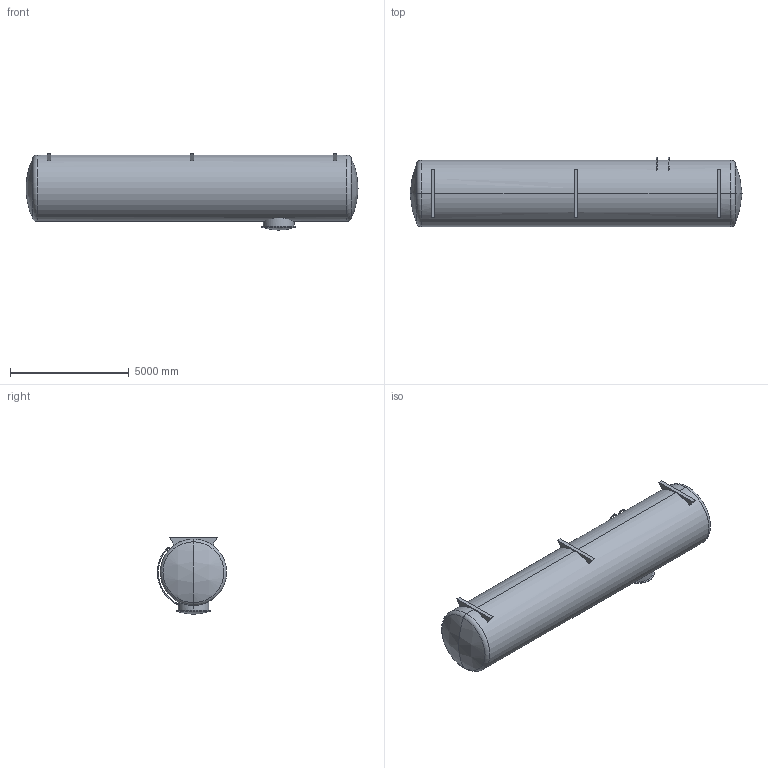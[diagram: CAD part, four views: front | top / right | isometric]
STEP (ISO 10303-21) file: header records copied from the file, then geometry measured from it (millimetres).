
FILE_DESCRIPTION (( 'STEP AP214' ), '1' );
FILE_NAME ('TankWagon_cargo_MoreDetailed.STEP', '2024-03-19T14:03:15', ( '' ), ( '' ), 'SwSTEP 2.0', 'SolidWorks 2022', '' );
FILE_SCHEMA (( 'AUTOMOTIVE_DESIGN' ));
Length unit declared in the file: metre
Products named in the file (1): TankWagon_cargo_MoreDetailed
Bounding box: 14000 x 2919.29 x 3216.97 mm (x, y, z)
Surface area: 134420932.5 mm2 (no closed solid volume)
Topology: 0 solids, 1 shells, 44 faces, 108 edges, 67 vertices
Faces by surface type: torus 16, plane 16, sphere 6, cylinder 4, cone 2
Entity records: 1990 total; most frequent: CARTESIAN_POINT 889, DIRECTION 246, ORIENTED_EDGE 216, EDGE_CURVE 108, AXIS2_PLACEMENT_3D 103, VERTEX_POINT 67, CIRCLE 58, EDGE_LOOP 49
